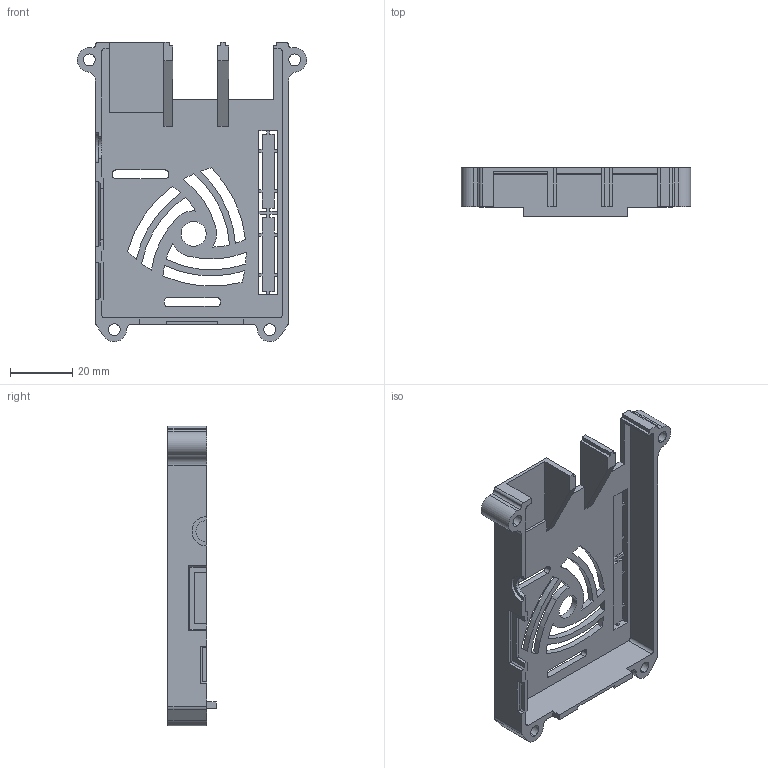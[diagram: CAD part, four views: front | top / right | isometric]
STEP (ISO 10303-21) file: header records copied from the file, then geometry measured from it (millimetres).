
FILE_DESCRIPTION((''),'2;1');
FILE_NAME('RPI2-TOP','2015-07-12T',('MP'),(''),'PRO/ENGINEER BY PARAMETRIC TECHNOLOGY CORPORATION, 2012130','PRO/ENGINEER BY PARAMETRIC TECHNOLOGY CORPORATION, 2012130','');
FILE_SCHEMA(('CONFIG_CONTROL_DESIGN'));
Length unit declared in the file: millimetre
Products named in the file (1): RPI2-TOP
Bounding box: 73.78 x 15.5 x 96.25 mm (x, y, z)
Volume: 15597.5 mm3; surface area: 17856.2 mm2
Topology: 1 solids, 1 shells, 216 faces, 659 edges, 438 vertices
Faces by surface type: plane 143, cylinder 73
Entity records: 7495 total; most frequent: ORIENTED_EDGE 1318, CARTESIAN_POINT 1313, DIRECTION 1237, EDGE_CURVE 659, VECTOR 513, LINE 513, VERTEX_POINT 438, AXIS2_PLACEMENT_3D 362
